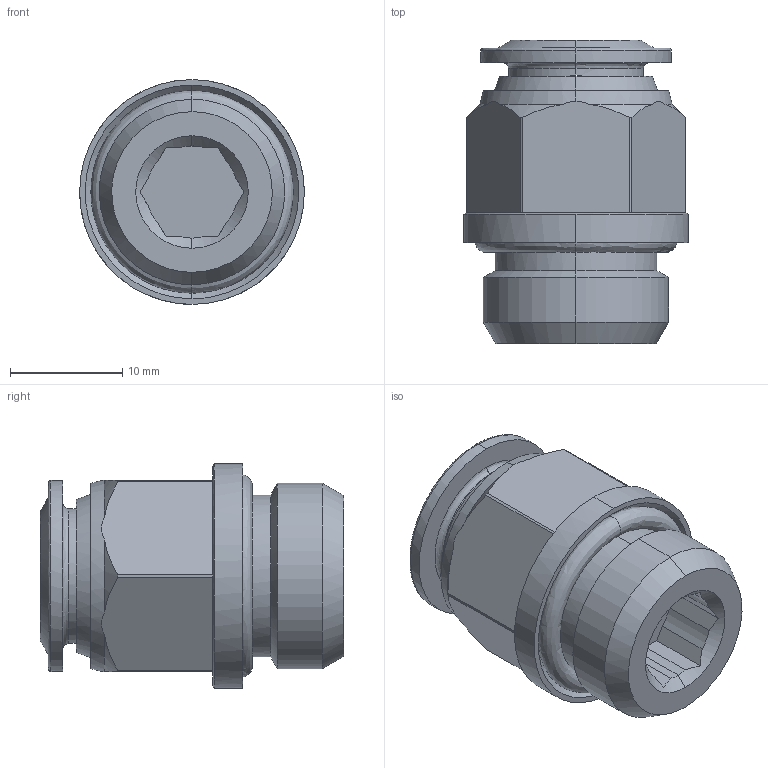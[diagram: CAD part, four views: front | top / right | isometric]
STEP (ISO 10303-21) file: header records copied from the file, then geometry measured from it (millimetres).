
FILE_DESCRIPTION (( 'STEP AP214' ), '1' );
FILE_NAME ('PC10-G03_ME.STEP', '2018-09-06T08:42:32', ( '' ), ( '' ), 'SwSTEP 2.0', 'SolidWorks 2018', '' );
FILE_SCHEMA (( 'AUTOMOTIVE_DESIGN' ));
Length unit declared in the file: millimetre
Products named in the file (1): PC10-G03_ME
Bounding box: 20 x 27 x 20 mm (x, y, z)
Volume: 5292.6 mm3; surface area: 2701.9 mm2
Topology: 1 solids, 1 shells, 102 faces, 260 edges, 165 vertices
Faces by surface type: bspline 102
Entity records: 4289 total; most frequent: CARTESIAN_POINT 2732, ORIENTED_EDGE 520, EDGE_CURVE 260, B_SPLINE_CURVE_WITH_KNOTS 186, VERTEX_POINT 165, EDGE_LOOP 111, ADVANCED_FACE 102, FACE_OUTER_BOUND 102
